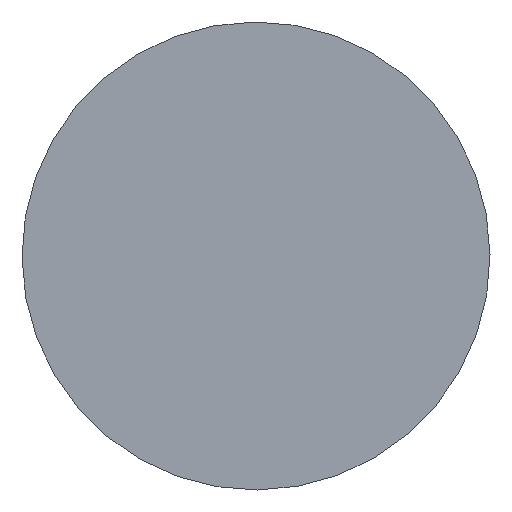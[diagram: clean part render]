
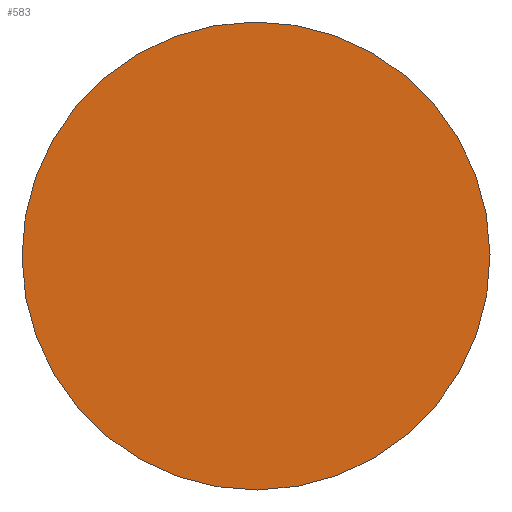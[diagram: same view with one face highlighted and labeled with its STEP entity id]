
A CAD part, front view. The second image highlights one B-rep face of the part: STEP entity #583.
In plain terms, the highlighted planar face has unit normal (0, -1, 0).
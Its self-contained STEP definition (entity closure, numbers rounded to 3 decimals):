
#122=FACE_OUTER_BOUND('',#161,.T.);
#161=EDGE_LOOP('',(#470,#471));
#199=CIRCLE('',#669,12.5);
#200=CIRCLE('',#670,12.5);
#253=VERTEX_POINT('',#1043);
#254=VERTEX_POINT('',#1044);
#330=EDGE_CURVE('',#253,#254,#199,.T.);
#331=EDGE_CURVE('',#254,#253,#200,.T.);
#470=ORIENTED_EDGE('',*,*,#330,.F.);
#471=ORIENTED_EDGE('',*,*,#331,.F.);
#515=PLANE('',#668);
#583=ADVANCED_FACE('',(#122),#515,.T.);
#668=AXIS2_PLACEMENT_3D('',#1042,#818,#819);
#669=AXIS2_PLACEMENT_3D('',#1045,#820,#821);
#670=AXIS2_PLACEMENT_3D('',#1046,#822,#823);
#818=DIRECTION('center_axis',(0.,-1.,0.));
#819=DIRECTION('ref_axis',(0.506,0.,-0.863));
#820=DIRECTION('center_axis',(0.,1.,0.));
#821=DIRECTION('ref_axis',(-0.863,0.,-0.506));
#822=DIRECTION('center_axis',(0.,1.,0.));
#823=DIRECTION('ref_axis',(-0.863,0.,-0.506));
#1042=CARTESIAN_POINT('Origin',(-5.391,-22.,-3.162));
#1043=CARTESIAN_POINT('',(-10.782,-22.,-6.324));
#1044=CARTESIAN_POINT('',(10.782,-22.,6.324));
#1045=CARTESIAN_POINT('Origin',(0.,-22.,0.));
#1046=CARTESIAN_POINT('Origin',(0.,-22.,0.));
